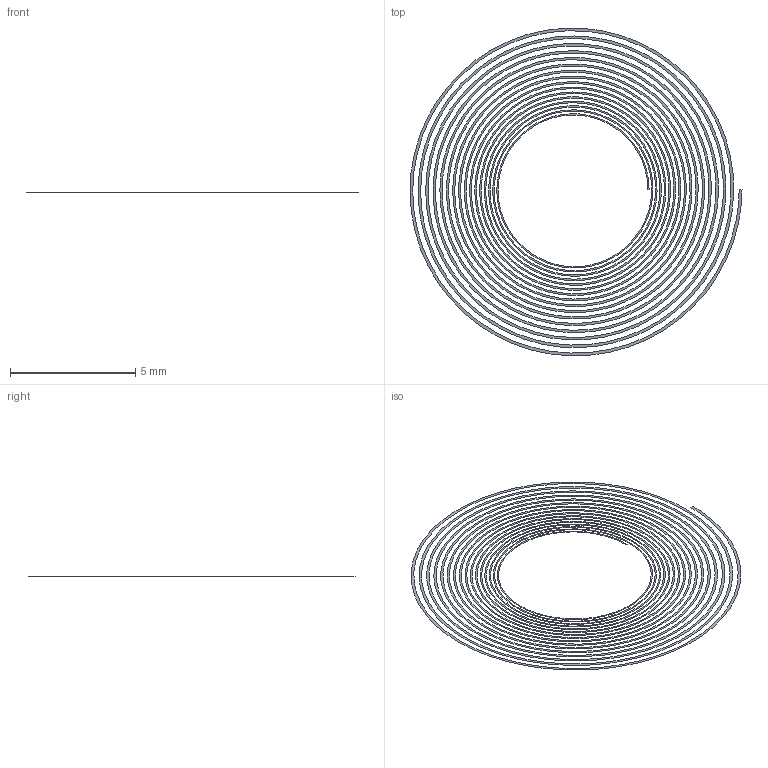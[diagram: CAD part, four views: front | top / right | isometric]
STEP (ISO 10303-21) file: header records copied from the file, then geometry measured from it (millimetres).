
FILE_DESCRIPTION(('STEP AP214'),'1');
FILE_NAME('Antenna_300MHz.step','2019-06-03T17:41:55',(' '),('ANSOFT Corporation'),'Spatial InterOp 3D',' ',' ');
FILE_SCHEMA(('AUTOMOTIVE_DESIGN { 1 0 10303 214 1 1 1 1 }'));
Length unit declared in the file: millimetre
Products named in the file (1): EquationCurve1
Bounding box: 13.24 x 13.07 x 0 mm (x, y, z)
Surface area: 37.1 mm2 (no closed solid volume)
Topology: 0 solids, 1 shells, 1 faces, 4 edges, 4 vertices
Faces by surface type: plane 1
Entity records: 592 total; most frequent: CARTESIAN_POINT 526, DIRECTION 6, ORIENTED_EDGE 4, EDGE_CURVE 4, VERTEX_POINT 4, STYLED_ITEM 2, PRESENTATION_STYLE_ASSIGNMENT 2, AXIS2_PLACEMENT_3D 2
